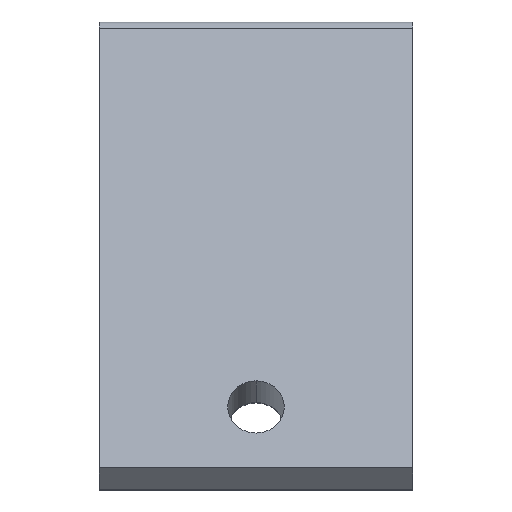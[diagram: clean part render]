
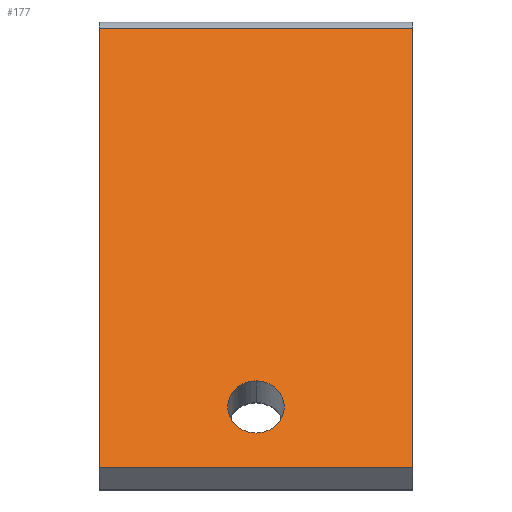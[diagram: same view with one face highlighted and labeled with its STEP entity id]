
A CAD part, top view. The second image highlights one B-rep face of the part: STEP entity #177.
In plain terms, the highlighted planar face has unit normal (0, 0.383, 0.924).
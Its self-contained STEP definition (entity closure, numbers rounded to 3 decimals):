
#20 = EDGE_CURVE ( 'NONE', #848, #1127, #709, .T. ) ;
#46 = ORIENTED_EDGE ( 'NONE', *, *, #917, .F. ) ;
#91 = VERTEX_POINT ( 'NONE', #594 ) ;
#103 = LINE ( 'NONE', #475, #340 ) ;
#154 = DIRECTION ( 'NONE',  ( -1., 0., 0. ) ) ;
#177 = ADVANCED_FACE ( 'NONE', ( #496, #1066 ), #876, .F. ) ;
#184 = EDGE_CURVE ( 'NONE', #560, #91, #577, .T. ) ;
#209 = DIRECTION ( 'NONE',  ( 0., 0.383, 0.924 ) ) ;
#217 = VERTEX_POINT ( 'NONE', #583 ) ;
#277 = EDGE_CURVE ( 'NONE', #939, #217, #765, .T. ) ;
#288 = LINE ( 'NONE', #1075, #547 ) ;
#340 = VECTOR ( 'NONE', #396, 1000. ) ;
#381 = CARTESIAN_POINT ( 'NONE',  ( 25., -0.265, 30.615 ) ) ;
#384 = AXIS2_PLACEMENT_3D ( 'NONE', #675, #209, #587 ) ;
#396 = DIRECTION ( 'NONE',  ( 0., -0.924, 0.383 ) ) ;
#409 = ORIENTED_EDGE ( 'NONE', *, *, #277, .F. ) ;
#475 = CARTESIAN_POINT ( 'NONE',  ( -25., 69.742, 1.617 ) ) ;
#478 = VECTOR ( 'NONE', #154, 1000. ) ;
#496 = FACE_BOUND ( 'NONE', #1101, .T. ) ;
#502 = CARTESIAN_POINT ( 'NONE',  ( 25., 69.742, 1.617 ) ) ;
#547 = VECTOR ( 'NONE', #586, 1000. ) ;
#553 = EDGE_LOOP ( 'NONE', ( #730, #1087, #757, #1064 ) ) ;
#560 = VERTEX_POINT ( 'NONE', #669 ) ;
#577 = LINE ( 'NONE', #381, #687 ) ;
#583 = CARTESIAN_POINT ( 'NONE',  ( 0., 13.593, 24.874 ) ) ;
#586 = DIRECTION ( 'NONE',  ( 0., -0.924, 0.383 ) ) ;
#587 = DIRECTION ( 'NONE',  ( 0., -0.924, 0.383 ) ) ;
#594 = CARTESIAN_POINT ( 'NONE',  ( -25., -0.265, 30.615 ) ) ;
#632 = AXIS2_PLACEMENT_3D ( 'NONE', #802, #1187, #1094 ) ;
#648 = AXIS2_PLACEMENT_3D ( 'NONE', #502, #888, #971 ) ;
#669 = CARTESIAN_POINT ( 'NONE',  ( 25., -0.265, 30.615 ) ) ;
#675 = CARTESIAN_POINT ( 'NONE',  ( 0., 9.435, 26.596 ) ) ;
#687 = VECTOR ( 'NONE', #974, 1000. ) ;
#690 = CARTESIAN_POINT ( 'NONE',  ( 25., 69.742, 1.617 ) ) ;
#709 = LINE ( 'NONE', #1008, #478 ) ;
#730 = ORIENTED_EDGE ( 'NONE', *, *, #970, .T. ) ;
#757 = ORIENTED_EDGE ( 'NONE', *, *, #1011, .F. ) ;
#765 = CIRCLE ( 'NONE', #384, 4.5 ) ;
#802 = CARTESIAN_POINT ( 'NONE',  ( 0., 9.435, 26.596 ) ) ;
#848 = VERTEX_POINT ( 'NONE', #690 ) ;
#875 = CARTESIAN_POINT ( 'NONE',  ( 0., 5.278, 28.319 ) ) ;
#876 = PLANE ( 'NONE',  #648 ) ;
#888 = DIRECTION ( 'NONE',  ( 0., -0.383, -0.924 ) ) ;
#898 = CARTESIAN_POINT ( 'NONE',  ( -25., 69.742, 1.617 ) ) ;
#917 = EDGE_CURVE ( 'NONE', #217, #939, #1023, .T. ) ;
#939 = VERTEX_POINT ( 'NONE', #875 ) ;
#970 = EDGE_CURVE ( 'NONE', #1127, #91, #103, .T. ) ;
#971 = DIRECTION ( 'NONE',  ( 0., 0.924, -0.383 ) ) ;
#974 = DIRECTION ( 'NONE',  ( -1., 0., 0. ) ) ;
#1008 = CARTESIAN_POINT ( 'NONE',  ( 25., 69.742, 1.617 ) ) ;
#1011 = EDGE_CURVE ( 'NONE', #848, #560, #288, .T. ) ;
#1023 = CIRCLE ( 'NONE', #632, 4.5 ) ;
#1064 = ORIENTED_EDGE ( 'NONE', *, *, #20, .T. ) ;
#1066 = FACE_OUTER_BOUND ( 'NONE', #553, .T. ) ;
#1075 = CARTESIAN_POINT ( 'NONE',  ( 25., 69.742, 1.617 ) ) ;
#1087 = ORIENTED_EDGE ( 'NONE', *, *, #184, .F. ) ;
#1094 = DIRECTION ( 'NONE',  ( 0., -0.924, 0.383 ) ) ;
#1101 = EDGE_LOOP ( 'NONE', ( #409, #46 ) ) ;
#1127 = VERTEX_POINT ( 'NONE', #898 ) ;
#1187 = DIRECTION ( 'NONE',  ( 0., 0.383, 0.924 ) ) ;
